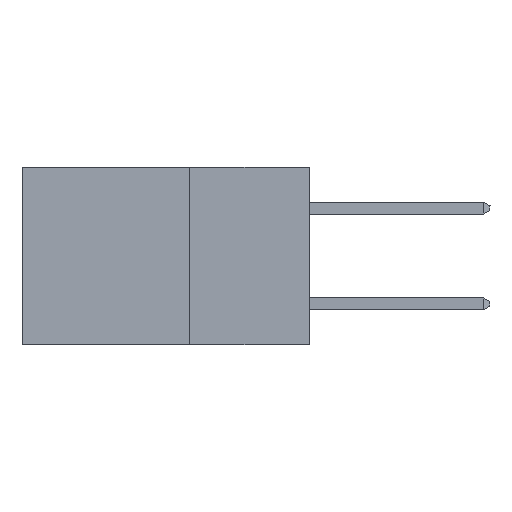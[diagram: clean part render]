
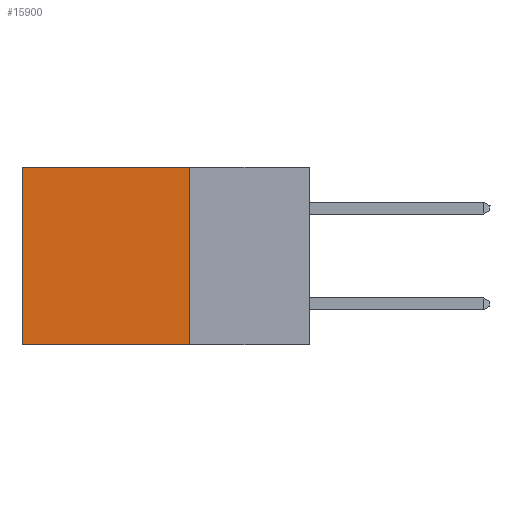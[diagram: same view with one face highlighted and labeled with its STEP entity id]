
A CAD part, left-side view. The second image highlights one B-rep face of the part: STEP entity #15900.
In plain terms, the highlighted planar face has unit normal (-1, 0, 0).
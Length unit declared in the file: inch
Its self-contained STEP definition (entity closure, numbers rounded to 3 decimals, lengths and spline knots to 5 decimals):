
#388 = LINE ( 'NONE', #9635, #20088 ) ;
#1065 = VECTOR ( 'NONE', #17994, 39.37008 ) ;
#2262 = CARTESIAN_POINT ( 'NONE',  ( 0.2875, 0.25, 0. ) ) ;
#2365 = DIRECTION ( 'NONE',  ( 1., 0., 0. ) ) ;
#2380 = CARTESIAN_POINT ( 'NONE',  ( 0.2875, 0.25, 0. ) ) ;
#2585 = VERTEX_POINT ( 'NONE', #2262 ) ;
#3492 = LINE ( 'NONE', #2380, #8080 ) ;
#4177 = ORIENTED_EDGE ( 'NONE', *, *, #4231, .F. ) ;
#4231 = EDGE_CURVE ( 'NONE', #5412, #4757, #13287, .T. ) ;
#4670 = CARTESIAN_POINT ( 'NONE',  ( 0.2875, 0.25, 0. ) ) ;
#4757 = VERTEX_POINT ( 'NONE', #16331 ) ;
#4771 = CARTESIAN_POINT ( 'NONE',  ( 0.2875, 0.25, -0.37 ) ) ;
#5412 = VERTEX_POINT ( 'NONE', #4771 ) ;
#7144 = EDGE_LOOP ( 'NONE', ( #24393, #4177, #23232, #15833 ) ) ;
#7602 = VECTOR ( 'NONE', #20453, 39.37008 ) ;
#8080 = VECTOR ( 'NONE', #8285, 39.37008 ) ;
#8285 = DIRECTION ( 'NONE',  ( 0., 0., -1. ) ) ;
#9635 = CARTESIAN_POINT ( 'NONE',  ( 0.2875, 0.6, 0. ) ) ;
#9947 = EDGE_CURVE ( 'NONE', #2585, #5412, #3492, .T. ) ;
#10012 = EDGE_CURVE ( 'NONE', #2585, #16889, #15766, .T. ) ;
#11100 = CARTESIAN_POINT ( 'NONE',  ( 0.2875, 0.25, -0.37 ) ) ;
#12100 = PLANE ( 'NONE',  #16304 ) ;
#13287 = LINE ( 'NONE', #11100, #7602 ) ;
#15766 = LINE ( 'NONE', #4670, #1065 ) ;
#15833 = ORIENTED_EDGE ( 'NONE', *, *, #10012, .T. ) ;
#15868 = DIRECTION ( 'NONE',  ( 0., 0., -1. ) ) ;
#15900 = ADVANCED_FACE ( 'NONE', ( #18715 ), #12100, .F. ) ;
#16304 = AXIS2_PLACEMENT_3D ( 'NONE', #23176, #2365, #15868 ) ;
#16331 = CARTESIAN_POINT ( 'NONE',  ( 0.2875, 0.6, -0.37 ) ) ;
#16889 = VERTEX_POINT ( 'NONE', #24173 ) ;
#17994 = DIRECTION ( 'NONE',  ( 0., 1., 0. ) ) ;
#18715 = FACE_OUTER_BOUND ( 'NONE', #7144, .T. ) ;
#20088 = VECTOR ( 'NONE', #22723, 39.37008 ) ;
#20453 = DIRECTION ( 'NONE',  ( 0., 1., 0. ) ) ;
#22723 = DIRECTION ( 'NONE',  ( 0., 0., -1. ) ) ;
#22766 = EDGE_CURVE ( 'NONE', #16889, #4757, #388, .T. ) ;
#23176 = CARTESIAN_POINT ( 'NONE',  ( 0.2875, 0.25, 0. ) ) ;
#23232 = ORIENTED_EDGE ( 'NONE', *, *, #9947, .F. ) ;
#24173 = CARTESIAN_POINT ( 'NONE',  ( 0.2875, 0.6, 0. ) ) ;
#24393 = ORIENTED_EDGE ( 'NONE', *, *, #22766, .T. ) ;
